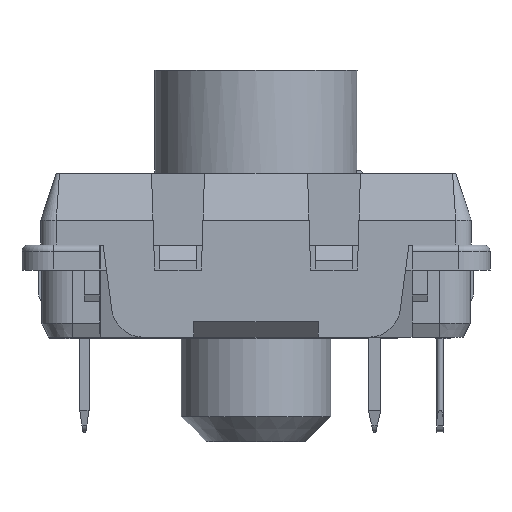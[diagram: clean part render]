
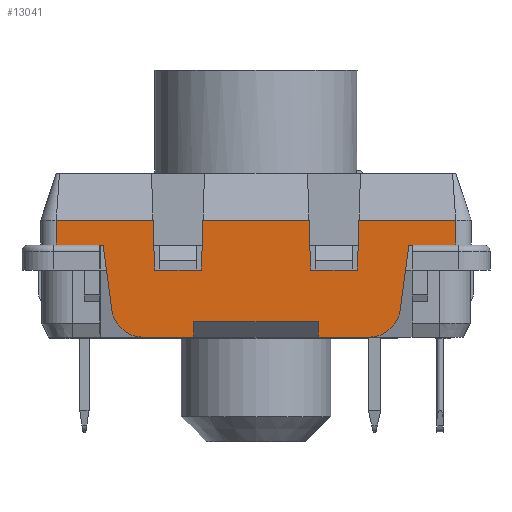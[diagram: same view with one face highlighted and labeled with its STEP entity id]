
A CAD part, left-side view. The second image highlights one B-rep face of the part: STEP entity #13041.
In plain terms, the highlighted planar face has unit normal (-1, 0, 0).
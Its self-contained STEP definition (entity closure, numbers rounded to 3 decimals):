
#10351 = VERTEX_POINT('',#10352);
#10352 = CARTESIAN_POINT('',(-6.9,6.4,0.));
#10359 = EDGE_CURVE('',#10351,#10360,#10362,.T.);
#10360 = VERTEX_POINT('',#10361);
#10361 = CARTESIAN_POINT('',(-6.9,4.9,0.));
#10362 = LINE('',#10363,#10364);
#10363 = CARTESIAN_POINT('',(-6.9,3.217,0.));
#10364 = VECTOR('',#10365,1.);
#10365 = DIRECTION('',(0.,-1.,0.));
#10416 = VERTEX_POINT('',#10417);
#10417 = CARTESIAN_POINT('',(-6.9,-4.9,0.));
#10423 = EDGE_CURVE('',#10416,#10424,#10426,.T.);
#10424 = VERTEX_POINT('',#10425);
#10425 = CARTESIAN_POINT('',(-6.9,-6.4,0.));
#10426 = LINE('',#10427,#10428);
#10427 = CARTESIAN_POINT('',(-6.9,3.217,0.));
#10428 = VECTOR('',#10429,1.);
#10429 = DIRECTION('',(0.,-1.,0.));
#13020 = EDGE_CURVE('',#10351,#13021,#13023,.T.);
#13021 = VERTEX_POINT('',#13022);
#13022 = CARTESIAN_POINT('',(-6.9,6.4,0.8));
#13023 = LINE('',#13024,#13025);
#13024 = CARTESIAN_POINT('',(-6.9,6.4,-2.95));
#13025 = VECTOR('',#13026,1.);
#13026 = DIRECTION('',(0.,0.,1.));
#13041 = ADVANCED_FACE('',(#13042),#13197,.F.);
#13042 = FACE_BOUND('',#13043,.F.);
#13043 = EDGE_LOOP('',(#13044,#13045,#13046,#13054,#13062,#13070,#13078,
    #13086,#13094,#13102,#13110,#13118,#13124,#13125,#13133,#13142,
    #13150,#13158,#13166,#13174,#13182,#13191));
#13044 = ORIENTED_EDGE('',*,*,#10359,.F.);
#13045 = ORIENTED_EDGE('',*,*,#13020,.T.);
#13046 = ORIENTED_EDGE('',*,*,#13047,.T.);
#13047 = EDGE_CURVE('',#13021,#13048,#13050,.T.);
#13048 = VERTEX_POINT('',#13049);
#13049 = CARTESIAN_POINT('',(-6.9,3.302,0.8));
#13050 = LINE('',#13051,#13052);
#13051 = CARTESIAN_POINT('',(-6.9,6.4,0.8));
#13052 = VECTOR('',#13053,1.);
#13053 = DIRECTION('',(0.,-1.,0.));
#13054 = ORIENTED_EDGE('',*,*,#13055,.F.);
#13055 = EDGE_CURVE('',#13056,#13048,#13058,.T.);
#13056 = VERTEX_POINT('',#13057);
#13057 = CARTESIAN_POINT('',(-6.9,3.25,-0.8));
#13058 = LINE('',#13059,#13060);
#13059 = CARTESIAN_POINT('',(-6.9,3.217,-1.823));
#13060 = VECTOR('',#13061,1.);
#13061 = DIRECTION('',(0.,0.032,0.999));
#13062 = ORIENTED_EDGE('',*,*,#13063,.F.);
#13063 = EDGE_CURVE('',#13064,#13056,#13066,.T.);
#13064 = VERTEX_POINT('',#13065);
#13065 = CARTESIAN_POINT('',(-6.9,1.75,-0.8));
#13066 = LINE('',#13067,#13068);
#13067 = CARTESIAN_POINT('',(-6.9,4.075,-0.8));
#13068 = VECTOR('',#13069,1.);
#13069 = DIRECTION('',(0.,1.,0.));
#13070 = ORIENTED_EDGE('',*,*,#13071,.F.);
#13071 = EDGE_CURVE('',#13072,#13064,#13074,.T.);
#13072 = VERTEX_POINT('',#13073);
#13073 = CARTESIAN_POINT('',(-6.9,1.698,0.8));
#13074 = LINE('',#13075,#13076);
#13075 = CARTESIAN_POINT('',(-6.9,1.737,-0.399));
#13076 = VECTOR('',#13077,1.);
#13077 = DIRECTION('',(0.,0.032,-0.999));
#13078 = ORIENTED_EDGE('',*,*,#13079,.T.);
#13079 = EDGE_CURVE('',#13072,#13080,#13082,.T.);
#13080 = VERTEX_POINT('',#13081);
#13081 = CARTESIAN_POINT('',(-6.9,-1.698,0.8));
#13082 = LINE('',#13083,#13084);
#13083 = CARTESIAN_POINT('',(-6.9,6.4,0.8));
#13084 = VECTOR('',#13085,1.);
#13085 = DIRECTION('',(0.,-1.,0.));
#13086 = ORIENTED_EDGE('',*,*,#13087,.T.);
#13087 = EDGE_CURVE('',#13080,#13088,#13090,.T.);
#13088 = VERTEX_POINT('',#13089);
#13089 = CARTESIAN_POINT('',(-6.9,-1.75,-0.8));
#13090 = LINE('',#13091,#13092);
#13091 = CARTESIAN_POINT('',(-6.9,-1.73,-0.193));
#13092 = VECTOR('',#13093,1.);
#13093 = DIRECTION('',(0.,-0.032,-0.999));
#13094 = ORIENTED_EDGE('',*,*,#13095,.T.);
#13095 = EDGE_CURVE('',#13088,#13096,#13098,.T.);
#13096 = VERTEX_POINT('',#13097);
#13097 = CARTESIAN_POINT('',(-6.9,-3.25,-0.8));
#13098 = LINE('',#13099,#13100);
#13099 = CARTESIAN_POINT('',(-6.9,2.325,-0.8));
#13100 = VECTOR('',#13101,1.);
#13101 = DIRECTION('',(0.,-1.,0.));
#13102 = ORIENTED_EDGE('',*,*,#13103,.T.);
#13103 = EDGE_CURVE('',#13096,#13104,#13106,.T.);
#13104 = VERTEX_POINT('',#13105);
#13105 = CARTESIAN_POINT('',(-6.9,-3.302,0.8));
#13106 = LINE('',#13107,#13108);
#13107 = CARTESIAN_POINT('',(-6.9,-3.21,-2.029));
#13108 = VECTOR('',#13109,1.);
#13109 = DIRECTION('',(0.,-0.032,0.999));
#13110 = ORIENTED_EDGE('',*,*,#13111,.T.);
#13111 = EDGE_CURVE('',#13104,#13112,#13114,.T.);
#13112 = VERTEX_POINT('',#13113);
#13113 = CARTESIAN_POINT('',(-6.9,-6.4,0.8));
#13114 = LINE('',#13115,#13116);
#13115 = CARTESIAN_POINT('',(-6.9,6.4,0.8));
#13116 = VECTOR('',#13117,1.);
#13117 = DIRECTION('',(0.,-1.,0.));
#13118 = ORIENTED_EDGE('',*,*,#13119,.F.);
#13119 = EDGE_CURVE('',#10424,#13112,#13120,.T.);
#13120 = LINE('',#13121,#13122);
#13121 = CARTESIAN_POINT('',(-6.9,-6.4,-2.95));
#13122 = VECTOR('',#13123,1.);
#13123 = DIRECTION('',(0.,0.,1.));
#13124 = ORIENTED_EDGE('',*,*,#10423,.F.);
#13125 = ORIENTED_EDGE('',*,*,#13126,.F.);
#13126 = EDGE_CURVE('',#13127,#10416,#13129,.T.);
#13127 = VERTEX_POINT('',#13128);
#13128 = CARTESIAN_POINT('',(-6.9,-4.617,-2.084));
#13129 = LINE('',#13130,#13131);
#13130 = CARTESIAN_POINT('',(-6.9,-4.46,-3.243));
#13131 = VECTOR('',#13132,1.);
#13132 = DIRECTION('',(0.,-0.134,0.991));
#13133 = ORIENTED_EDGE('',*,*,#13134,.T.);
#13134 = EDGE_CURVE('',#13127,#13135,#13137,.T.);
#13135 = VERTEX_POINT('',#13136);
#13136 = CARTESIAN_POINT('',(-6.9,-3.626,-2.95));
#13137 = CIRCLE('',#13138,1.);
#13138 = AXIS2_PLACEMENT_3D('',#13139,#13140,#13141);
#13139 = CARTESIAN_POINT('',(-6.9,-3.626,-1.95));
#13140 = DIRECTION('',(1.,0.,0.));
#13141 = DIRECTION('',(-0.,1.,0.));
#13142 = ORIENTED_EDGE('',*,*,#13143,.F.);
#13143 = EDGE_CURVE('',#13144,#13135,#13146,.T.);
#13144 = VERTEX_POINT('',#13145);
#13145 = CARTESIAN_POINT('',(-6.9,-2.,-2.95));
#13146 = LINE('',#13147,#13148);
#13147 = CARTESIAN_POINT('',(-6.9,6.4,-2.95));
#13148 = VECTOR('',#13149,1.);
#13149 = DIRECTION('',(0.,-1.,0.));
#13150 = ORIENTED_EDGE('',*,*,#13151,.F.);
#13151 = EDGE_CURVE('',#13152,#13144,#13154,.T.);
#13152 = VERTEX_POINT('',#13153);
#13153 = CARTESIAN_POINT('',(-6.9,-2.,-2.45));
#13154 = LINE('',#13155,#13156);
#13155 = CARTESIAN_POINT('',(-6.9,-2.,-2.45));
#13156 = VECTOR('',#13157,1.);
#13157 = DIRECTION('',(0.,0.,-1.));
#13158 = ORIENTED_EDGE('',*,*,#13159,.F.);
#13159 = EDGE_CURVE('',#13160,#13152,#13162,.T.);
#13160 = VERTEX_POINT('',#13161);
#13161 = CARTESIAN_POINT('',(-6.9,2.,-2.45));
#13162 = LINE('',#13163,#13164);
#13163 = CARTESIAN_POINT('',(-6.9,2.,-2.45));
#13164 = VECTOR('',#13165,1.);
#13165 = DIRECTION('',(0.,-1.,0.));
#13166 = ORIENTED_EDGE('',*,*,#13167,.T.);
#13167 = EDGE_CURVE('',#13160,#13168,#13170,.T.);
#13168 = VERTEX_POINT('',#13169);
#13169 = CARTESIAN_POINT('',(-6.9,2.,-2.95));
#13170 = LINE('',#13171,#13172);
#13171 = CARTESIAN_POINT('',(-6.9,2.,-2.45));
#13172 = VECTOR('',#13173,1.);
#13173 = DIRECTION('',(0.,0.,-1.));
#13174 = ORIENTED_EDGE('',*,*,#13175,.F.);
#13175 = EDGE_CURVE('',#13176,#13168,#13178,.T.);
#13176 = VERTEX_POINT('',#13177);
#13177 = CARTESIAN_POINT('',(-6.9,3.626,-2.95));
#13178 = LINE('',#13179,#13180);
#13179 = CARTESIAN_POINT('',(-6.9,6.4,-2.95));
#13180 = VECTOR('',#13181,1.);
#13181 = DIRECTION('',(0.,-1.,0.));
#13182 = ORIENTED_EDGE('',*,*,#13183,.T.);
#13183 = EDGE_CURVE('',#13176,#13184,#13186,.T.);
#13184 = VERTEX_POINT('',#13185);
#13185 = CARTESIAN_POINT('',(-6.9,4.617,-2.084));
#13186 = CIRCLE('',#13187,1.);
#13187 = AXIS2_PLACEMENT_3D('',#13188,#13189,#13190);
#13188 = CARTESIAN_POINT('',(-6.9,3.626,-1.95));
#13189 = DIRECTION('',(1.,0.,0.));
#13190 = DIRECTION('',(-0.,1.,0.));
#13191 = ORIENTED_EDGE('',*,*,#13192,.F.);
#13192 = EDGE_CURVE('',#10360,#13184,#13193,.T.);
#13193 = LINE('',#13194,#13195);
#13194 = CARTESIAN_POINT('',(-6.9,4.717,-1.349));
#13195 = VECTOR('',#13196,1.);
#13196 = DIRECTION('',(0.,-0.134,-0.991));
#13197 = PLANE('',#13198);
#13198 = AXIS2_PLACEMENT_3D('',#13199,#13200,#13201);
#13199 = CARTESIAN_POINT('',(-6.9,6.4,-2.95));
#13200 = DIRECTION('',(1.,0.,0.));
#13201 = DIRECTION('',(0.,-1.,0.));
